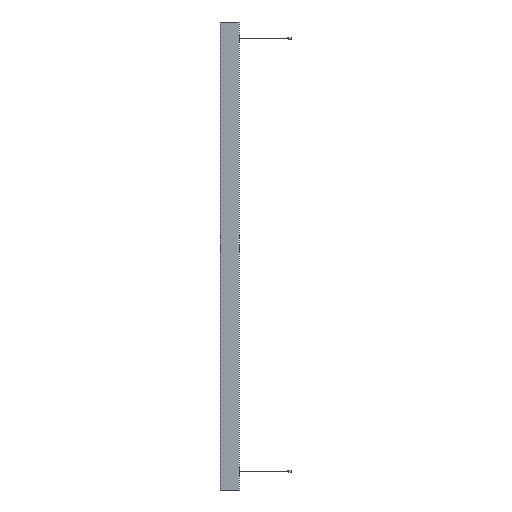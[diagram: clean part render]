
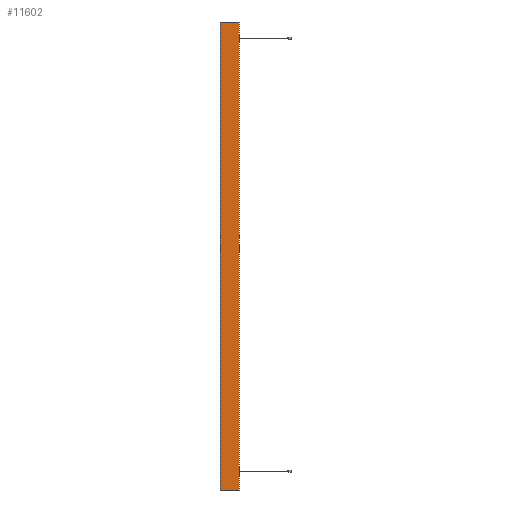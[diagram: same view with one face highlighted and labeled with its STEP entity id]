
A CAD part, left-side view. The second image highlights one B-rep face of the part: STEP entity #11602.
In plain terms, the highlighted planar face has unit normal (-1, 0, 0).
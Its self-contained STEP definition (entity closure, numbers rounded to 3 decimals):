
#1994 = CARTESIAN_POINT ( 'NONE',  ( -19.1, 36.95, -2000. ) ) ;
#2436 = VECTOR ( 'NONE', #57671, 1000. ) ;
#2689 = VECTOR ( 'NONE', #29872, 1000. ) ;
#4718 = CARTESIAN_POINT ( 'NONE',  ( -19.1, -43.312, -2000. ) ) ;
#5292 = LINE ( 'NONE', #9698, #50921 ) ;
#7654 = ORIENTED_EDGE ( 'NONE', *, *, #21315, .T. ) ;
#7659 = EDGE_CURVE ( 'NONE', #46314, #34644, #5292, .T. ) ;
#7752 = ORIENTED_EDGE ( 'NONE', *, *, #57429, .F. ) ;
#8130 = ORIENTED_EDGE ( 'NONE', *, *, #37097, .T. ) ;
#8243 = LINE ( 'NONE', #21792, #2436 ) ;
#9521 = DIRECTION ( 'NONE',  ( -1., 0., 0. ) ) ;
#9698 = CARTESIAN_POINT ( 'NONE',  ( -19.1, 36.95, -2000. ) ) ;
#11305 = CARTESIAN_POINT ( 'NONE',  ( -19.1, -42.35, 0. ) ) ;
#11602 = ADVANCED_FACE ( 'NONE', ( #57765 ), #40339, .T. ) ;
#11694 = ORIENTED_EDGE ( 'NONE', *, *, #7659, .F. ) ;
#13621 = CARTESIAN_POINT ( 'NONE',  ( -19.1, -43.312, 0. ) ) ;
#16994 = EDGE_LOOP ( 'NONE', ( #7654, #8130, #7752, #11694 ) ) ;
#17452 = DIRECTION ( 'NONE',  ( 0., 0., 1. ) ) ;
#21315 = EDGE_CURVE ( 'NONE', #46314, #53426, #38400, .T. ) ;
#21792 = CARTESIAN_POINT ( 'NONE',  ( -19.1, -43.312, -2000. ) ) ;
#23698 = DIRECTION ( 'NONE',  ( 0., -1., 0. ) ) ;
#28038 = LINE ( 'NONE', #11305, #43855 ) ;
#29872 = DIRECTION ( 'NONE',  ( 0., -1., 0. ) ) ;
#31246 = CARTESIAN_POINT ( 'NONE',  ( -19.1, -42.35, -2000. ) ) ;
#34644 = VERTEX_POINT ( 'NONE', #51826 ) ;
#37097 = EDGE_CURVE ( 'NONE', #53426, #58090, #8243, .T. ) ;
#38400 = LINE ( 'NONE', #44768, #2689 ) ;
#40339 = PLANE ( 'NONE',  #48110 ) ;
#43855 = VECTOR ( 'NONE', #23698, 1000. ) ;
#44768 = CARTESIAN_POINT ( 'NONE',  ( -19.1, -42.35, -2000. ) ) ;
#46314 = VERTEX_POINT ( 'NONE', #1994 ) ;
#48110 = AXIS2_PLACEMENT_3D ( 'NONE', #31246, #9521, #17452 ) ;
#49674 = DIRECTION ( 'NONE',  ( 0., 0., 1. ) ) ;
#50921 = VECTOR ( 'NONE', #49674, 1000. ) ;
#51826 = CARTESIAN_POINT ( 'NONE',  ( -19.1, 36.95, 0. ) ) ;
#53426 = VERTEX_POINT ( 'NONE', #4718 ) ;
#57429 = EDGE_CURVE ( 'NONE', #34644, #58090, #28038, .T. ) ;
#57671 = DIRECTION ( 'NONE',  ( 0., 0., 1. ) ) ;
#57765 = FACE_OUTER_BOUND ( 'NONE', #16994, .T. ) ;
#58090 = VERTEX_POINT ( 'NONE', #13621 ) ;
